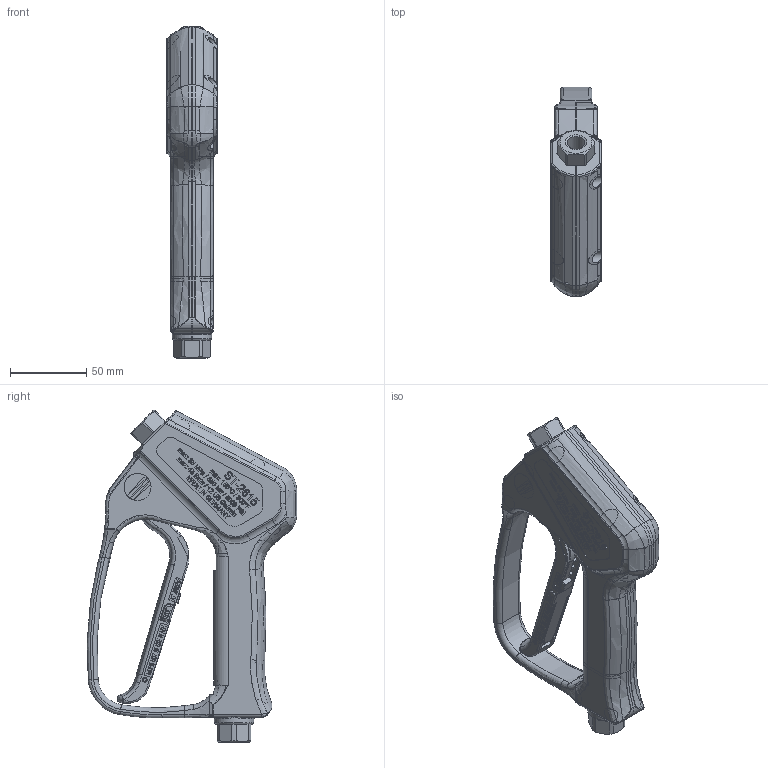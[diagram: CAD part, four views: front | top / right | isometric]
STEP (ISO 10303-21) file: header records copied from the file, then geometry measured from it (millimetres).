
FILE_DESCRIPTION(/* description */ ('Unknown'),/* implementation_level */ '2;1');
FILE_NAME(/* name */ 'Pistole ST-2615',/* time_stamp */ '2019-09-25T07:35:29+02:00',/* author */ ('Unknown'),/* organization */ ('Unknown'),/* preprocessor_version */ 'ST-DEVELOPER v16.7',/* originating_system */ 'DEX',/* authorisation */ $);
FILE_SCHEMA (('AUTOMOTIVE_DESIGN {1 0 10303 214 3 1 1}'));
Products named in the file (13): 20 2615 500_1_ST-2615_G3_8IG-G1_4IG; 01-7342_3_Gehäuse_ST2300_2600_1-4_Hebelbohr; 02-8615_1_ST-2300-2600_Halbschale; 20 2600 410_ST-2600_TM-Hebel; 04-7045_schiebestift; 01-1250_2_stift_3h9x14,7; 02-8625_1_Hebel_ST-2300_schwarz; 02-8618_Sicherungsklinke_rot; 04-7050_Druckstift_4h9x16; 02-8620_ST-2300-2600; 04-0051_Blechschraube_DIN_7981-3,5x16_V2A_Form C; 02-8701_ST-2615_Schild_Suttner; 04-1023_1_Eingangsmutter
Assembly tree (19 placements, depth 3):
  20 2615 500_1_ST-2615_G3_8IG-G1_4IG
    01-7342_3_Gehäuse_ST2300_2600_1-4_Hebelbohr
    02-8615_1_ST-2300-2600_Halbschale
    20 2600 410_ST-2600_TM-Hebel
      04-7045_schiebestift
      01-1250_2_stift_3h9x14,7
      02-8625_1_Hebel_ST-2300_schwarz
      02-8618_Sicherungsklinke_rot
      04-7050_Druckstift_4h9x16
    02-8620_ST-2300-2600
    04-0051_Blechschraube_DIN_7981-3,5x16_V2A_Form C  x8
    02-8701_ST-2615_Schild_Suttner
    04-1023_1_Eingangsmutter
Bounding box: 33.2 x 137.8 x 218.36 mm (x, y, z)
Volume: 141289.6 mm3; surface area: 128617.8 mm2
Topology: 18 solids, 18 shells, 3701 faces, 9548 edges, 6200 vertices
Faces by surface type: plane 2338, bspline 634, cylinder 521, torus 144, sphere 35, cone 29
Full cylindrical faces by diameter (mm): 2 x1, 3 x5, 3.1 x2, 3.5 x8, 4 x3, 4.02 x1, 4.1 x2, 6.9 x8, 7.4 x8, 9 x1, 9.6 x8, 10 x3, 11.82 x1, 15.33 x1, 18 x1, 19 x1, 20 x1, 21 x2, 23 x1
Entity records: 133275 total; most frequent: CARTESIAN_POINT 55660, ORIENTED_EDGE 18228, DIRECTION 11862, EDGE_CURVE 9114, VERTEX_POINT 6013, B_SPLINE_CURVE_WITH_KNOTS 4473, AXIS2_PLACEMENT_3D 4240, EDGE_LOOP 4081
